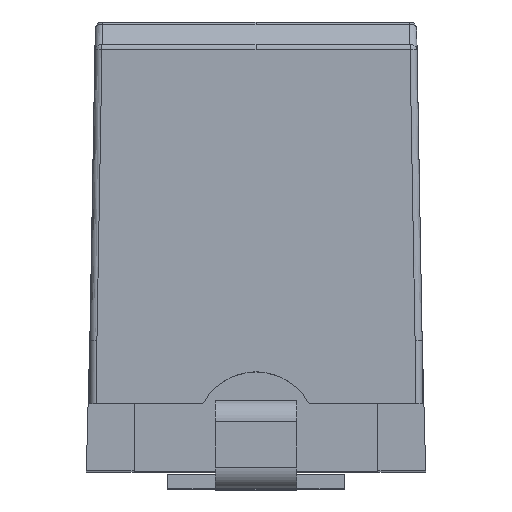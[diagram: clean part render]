
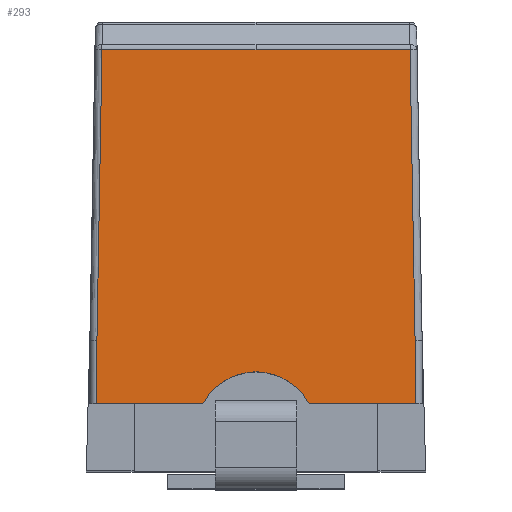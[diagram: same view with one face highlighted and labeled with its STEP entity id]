
A CAD part, top view. The second image highlights one B-rep face of the part: STEP entity #293.
In plain terms, the highlighted planar face has unit normal (0, 0, 1).
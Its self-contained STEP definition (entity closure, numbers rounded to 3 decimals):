
#293=ADVANCED_FACE('',(#718),#6931,.T.);
#718=FACE_OUTER_BOUND('',#1143,.T.);
#1143=EDGE_LOOP('',(#1962,#1963,#1964,#1965,#1966,#1967,#1968,#1969,#1970,
#1971));
#1962=ORIENTED_EDGE('',*,*,#4072,.T.);
#1963=ORIENTED_EDGE('',*,*,#4050,.T.);
#1964=ORIENTED_EDGE('',*,*,#3986,.T.);
#1965=ORIENTED_EDGE('',*,*,#4053,.T.);
#1966=ORIENTED_EDGE('',*,*,#4062,.T.);
#1967=ORIENTED_EDGE('',*,*,#3918,.F.);
#1968=ORIENTED_EDGE('',*,*,#3909,.F.);
#1969=ORIENTED_EDGE('',*,*,#3842,.F.);
#1970=ORIENTED_EDGE('',*,*,#3906,.F.);
#1971=ORIENTED_EDGE('',*,*,#3936,.F.);
#3842=EDGE_CURVE('',#6155,#6156,#5256,.T.);
#3906=EDGE_CURVE('',#6189,#6155,#5309,.T.);
#3909=EDGE_CURVE('',#6156,#6190,#5311,.T.);
#3918=EDGE_CURVE('',#6190,#6205,#4969,.T.);
#3936=EDGE_CURVE('',#6206,#6189,#5327,.T.);
#3986=EDGE_CURVE('',#6253,#6254,#5372,.T.);
#4050=EDGE_CURVE('',#6287,#6253,#5425,.T.);
#4053=EDGE_CURVE('',#6254,#6288,#5427,.T.);
#4062=EDGE_CURVE('',#6288,#6205,#4997,.T.);
#4072=EDGE_CURVE('',#6206,#6287,#5441,.T.);
#4969=(
BOUNDED_CURVE()
B_SPLINE_CURVE(2,(#9240,#9241,#9242),.UNSPECIFIED.,.F.,.F.)
B_SPLINE_CURVE_WITH_KNOTS((3,3),(0.,1.837),.UNSPECIFIED.)
CURVE()
GEOMETRIC_REPRESENTATION_ITEM()
RATIONAL_B_SPLINE_CURVE((1.,0.857,1.))
REPRESENTATION_ITEM('')
);
#4997=(
BOUNDED_CURVE()
B_SPLINE_CURVE(2,(#9573,#9574,#9575),.UNSPECIFIED.,.F.,.F.)
B_SPLINE_CURVE_WITH_KNOTS((3,3),(0.,1.837),.UNSPECIFIED.)
CURVE()
GEOMETRIC_REPRESENTATION_ITEM()
RATIONAL_B_SPLINE_CURVE((1.,0.857,1.))
REPRESENTATION_ITEM('')
);
#5256=B_SPLINE_CURVE_WITH_KNOTS('',1,(#9065,#9066),.UNSPECIFIED.,.F.,.F.,
(2,2),(0.,1.8),.UNSPECIFIED.);
#5309=B_SPLINE_CURVE_WITH_KNOTS('',1,(#9214,#9215),.UNSPECIFIED.,.F.,.F.,
(2,2),(0.,8.218),.UNSPECIFIED.);
#5311=B_SPLINE_CURVE_WITH_KNOTS('',1,(#9221,#9222),.UNSPECIFIED.,.F.,.F.,
(2,2),(-3.,0.),.UNSPECIFIED.);
#5327=B_SPLINE_CURVE_WITH_KNOTS('',1,(#9286,#9287),.UNSPECIFIED.,.F.,.F.,
(2,2),(-4.357,0.),.UNSPECIFIED.);
#5372=B_SPLINE_CURVE_WITH_KNOTS('',1,(#9398,#9399),.UNSPECIFIED.,.F.,.F.,
(2,2),(0.,1.8),.UNSPECIFIED.);
#5425=B_SPLINE_CURVE_WITH_KNOTS('',1,(#9547,#9548),.UNSPECIFIED.,.F.,.F.,
(2,2),(0.,8.218),.UNSPECIFIED.);
#5427=B_SPLINE_CURVE_WITH_KNOTS('',1,(#9554,#9555),.UNSPECIFIED.,.F.,.F.,
(2,2),(-3.,0.),.UNSPECIFIED.);
#5441=B_SPLINE_CURVE_WITH_KNOTS('',1,(#9597,#9598),.UNSPECIFIED.,.F.,.F.,
(2,2),(-4.357,0.),.UNSPECIFIED.);
#6155=VERTEX_POINT('',#8823);
#6156=VERTEX_POINT('',#8824);
#6189=VERTEX_POINT('',#8857);
#6190=VERTEX_POINT('',#8858);
#6205=VERTEX_POINT('',#8873);
#6206=VERTEX_POINT('',#8874);
#6253=VERTEX_POINT('',#8921);
#6254=VERTEX_POINT('',#8922);
#6287=VERTEX_POINT('',#8955);
#6288=VERTEX_POINT('',#8956);
#6931=PLANE('',#7329);
#7329=AXIS2_PLACEMENT_3D('',#8771,#7582,$);
#7582=DIRECTION('',(0.,0.,1.));
#8771=CARTESIAN_POINT('',(-5.412,13.431,12.4));
#8823=CARTESIAN_POINT('',(4.5,4.2,12.4));
#8824=CARTESIAN_POINT('',(4.5,2.4,12.4));
#8857=CARTESIAN_POINT('',(4.357,12.417,12.4));
#8858=CARTESIAN_POINT('',(1.5,2.4,12.4));
#8873=CARTESIAN_POINT('',(0.,3.3,12.4));
#8874=CARTESIAN_POINT('',(0.,12.417,12.4));
#8921=CARTESIAN_POINT('',(-4.5,4.2,12.4));
#8922=CARTESIAN_POINT('',(-4.5,2.4,12.4));
#8955=CARTESIAN_POINT('',(-4.357,12.417,12.4));
#8956=CARTESIAN_POINT('',(-1.5,2.4,12.4));
#9065=CARTESIAN_POINT('',(4.5,4.2,12.4));
#9066=CARTESIAN_POINT('',(4.5,2.4,12.4));
#9214=CARTESIAN_POINT('',(4.357,12.417,12.4));
#9215=CARTESIAN_POINT('',(4.5,4.2,12.4));
#9221=CARTESIAN_POINT('',(4.5,2.4,12.4));
#9222=CARTESIAN_POINT('',(1.5,2.4,12.4));
#9240=CARTESIAN_POINT('',(1.5,2.4,12.4));
#9241=CARTESIAN_POINT('',(1.02,3.3,12.4));
#9242=CARTESIAN_POINT('',(0.,3.3,12.4));
#9286=CARTESIAN_POINT('',(0.,12.417,12.4));
#9287=CARTESIAN_POINT('',(4.357,12.417,12.4));
#9398=CARTESIAN_POINT('',(-4.5,4.2,12.4));
#9399=CARTESIAN_POINT('',(-4.5,2.4,12.4));
#9547=CARTESIAN_POINT('',(-4.357,12.417,12.4));
#9548=CARTESIAN_POINT('',(-4.5,4.2,12.4));
#9554=CARTESIAN_POINT('',(-4.5,2.4,12.4));
#9555=CARTESIAN_POINT('',(-1.5,2.4,12.4));
#9573=CARTESIAN_POINT('',(-1.5,2.4,12.4));
#9574=CARTESIAN_POINT('',(-1.02,3.3,12.4));
#9575=CARTESIAN_POINT('',(0.,3.3,12.4));
#9597=CARTESIAN_POINT('',(0.,12.417,12.4));
#9598=CARTESIAN_POINT('',(-4.357,12.417,12.4));
